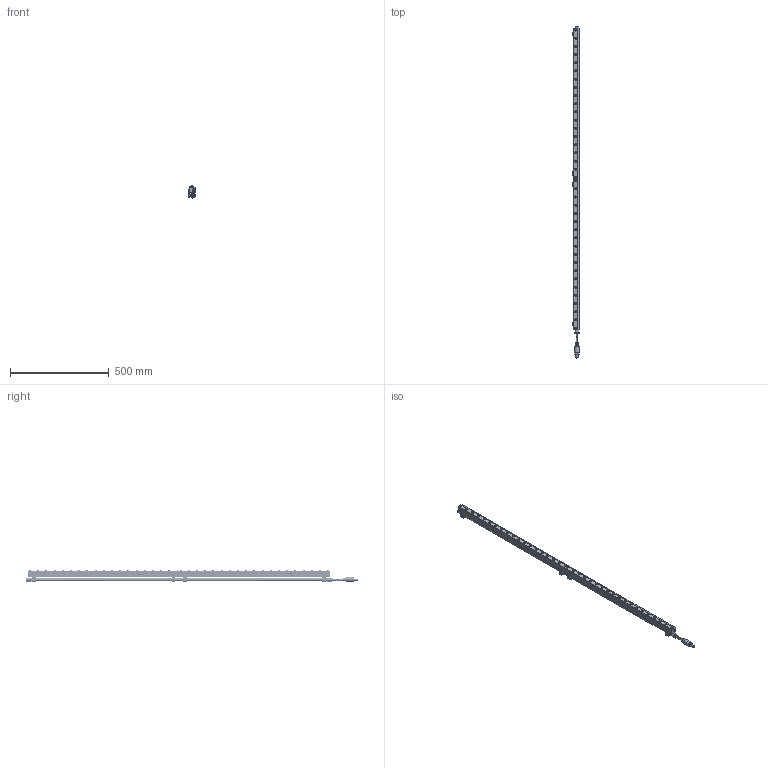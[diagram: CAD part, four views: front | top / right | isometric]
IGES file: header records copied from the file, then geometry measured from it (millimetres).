
Start section: SolidWorks IGES file using analytic representation for surfaces
Global section: file name: 16060.igs; native system: SolidWorks 2017; preprocessor: SolidWorks 2017; author: Chirag Shah; date: 201123.193454; units: millimetre
Bounding box: 38.65 x 1679.6 x 60.81 mm (x, y, z)
Surface area: 329891.1 mm2 (no closed solid volume)
Topology: 0 solids, 0 shells, 3583 faces, 30351 edges, 30301 vertices
Faces by surface type: bspline 3093, revolution 490
